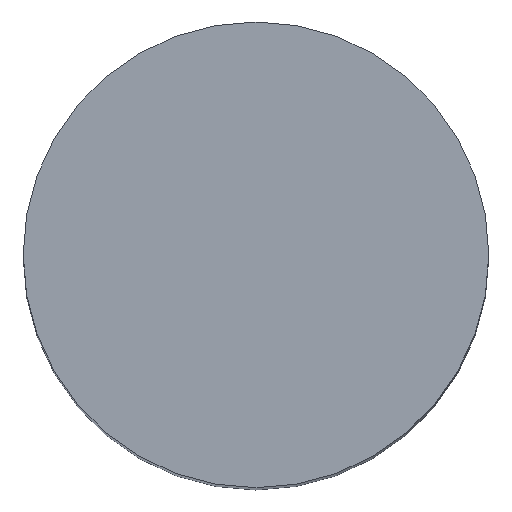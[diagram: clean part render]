
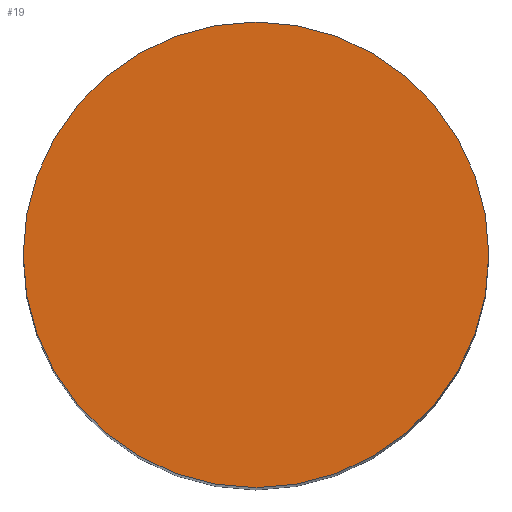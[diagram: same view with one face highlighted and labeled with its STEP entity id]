
A CAD part, top view. The second image highlights one B-rep face of the part: STEP entity #19.
In plain terms, the highlighted planar face has unit normal (0, 0, 1).
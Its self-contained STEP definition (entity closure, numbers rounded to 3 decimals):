
#19 = ADVANCED_FACE ( 'NONE', ( #96 ), #56, .T. ) ;
#47 = VERTEX_POINT ( 'NONE', #50 ) ;
#49 = VERTEX_POINT ( 'NONE', #73 ) ;
#50 = CARTESIAN_POINT ( 'NONE',  ( 15.9, 0., 90. ) ) ;
#52 = CARTESIAN_POINT ( 'NONE',  ( 0., 0., 90. ) ) ;
#56 = PLANE ( 'NONE',  #165 ) ;
#59 = CARTESIAN_POINT ( 'NONE',  ( 0., 0., 90. ) ) ;
#68 = DIRECTION ( 'NONE',  ( 1., 0., 0. ) ) ;
#69 = CARTESIAN_POINT ( 'NONE',  ( 0., 0., 90. ) ) ;
#70 = DIRECTION ( 'NONE',  ( 1., 0., 0. ) ) ;
#71 = DIRECTION ( 'NONE',  ( 0., 0., 1. ) ) ;
#73 = CARTESIAN_POINT ( 'NONE',  ( -15.9, 0., 90. ) ) ;
#74 = DIRECTION ( 'NONE',  ( 1., 0., 0. ) ) ;
#75 = DIRECTION ( 'NONE',  ( 0., 0., 1. ) ) ;
#81 = DIRECTION ( 'NONE',  ( 0., 0., 1. ) ) ;
#89 = EDGE_CURVE ( 'NONE', #49, #47, #161, .T. ) ;
#91 = EDGE_CURVE ( 'NONE', #47, #49, #160, .T. ) ;
#96 = FACE_OUTER_BOUND ( 'NONE', #99, .T. ) ;
#99 = EDGE_LOOP ( 'NONE', ( #162, #115 ) ) ;
#115 = ORIENTED_EDGE ( 'NONE', *, *, #91, .T. ) ;
#160 = CIRCLE ( 'NONE', #170, 15.9 ) ;
#161 = CIRCLE ( 'NONE', #174, 15.9 ) ;
#162 = ORIENTED_EDGE ( 'NONE', *, *, #89, .T. ) ;
#165 = AXIS2_PLACEMENT_3D ( 'NONE', #52, #75, #74 ) ;
#170 = AXIS2_PLACEMENT_3D ( 'NONE', #69, #81, #68 ) ;
#174 = AXIS2_PLACEMENT_3D ( 'NONE', #59, #71, #70 ) ;
